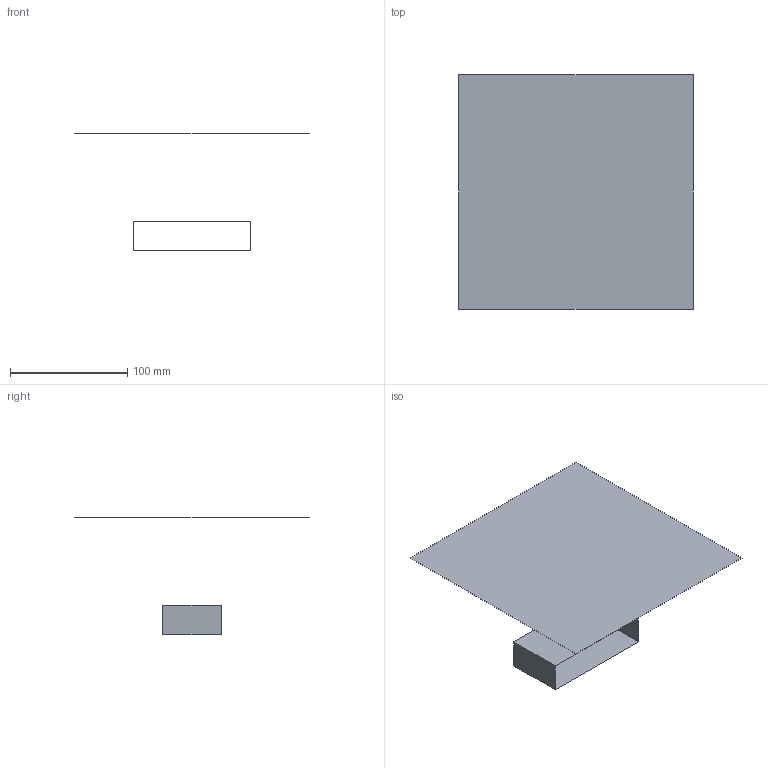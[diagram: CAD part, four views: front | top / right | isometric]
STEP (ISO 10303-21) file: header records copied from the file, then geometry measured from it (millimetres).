
FILE_DESCRIPTION( ( 'STEP Version 203' ), '1' );
FILE_NAME( '7.11.3.stp', '03/15/20 19:47:52', ( 'Administrator' ), ( ' ' ), 'PSStep 17.0.49', 'DesignModeler STEP Output', ' ' );
FILE_SCHEMA( ( 'CONFIG_CONTROL_DESIGN' ) );
Length unit declared in the file: metre
Products named in the file (5): 1; 2; 3; 4; rigid
Bounding box: 200 x 200 x 100 mm (x, y, z)
Surface area: 52500 mm2 (no closed solid volume)
Topology: 0 solids, 5 shells, 5 faces, 20 edges, 20 vertices
Faces by surface type: plane 5
Entity records: 360 total; most frequent: CARTESIAN_POINT 50, DIRECTION 40, CC_DESIGN_PERSON_AND_ORGANIZATION_ASSIGNMENT 21, ORIENTED_EDGE 20, EDGE_CURVE 20, VERTEX_POINT 20, LINE 20, VECTOR 20
